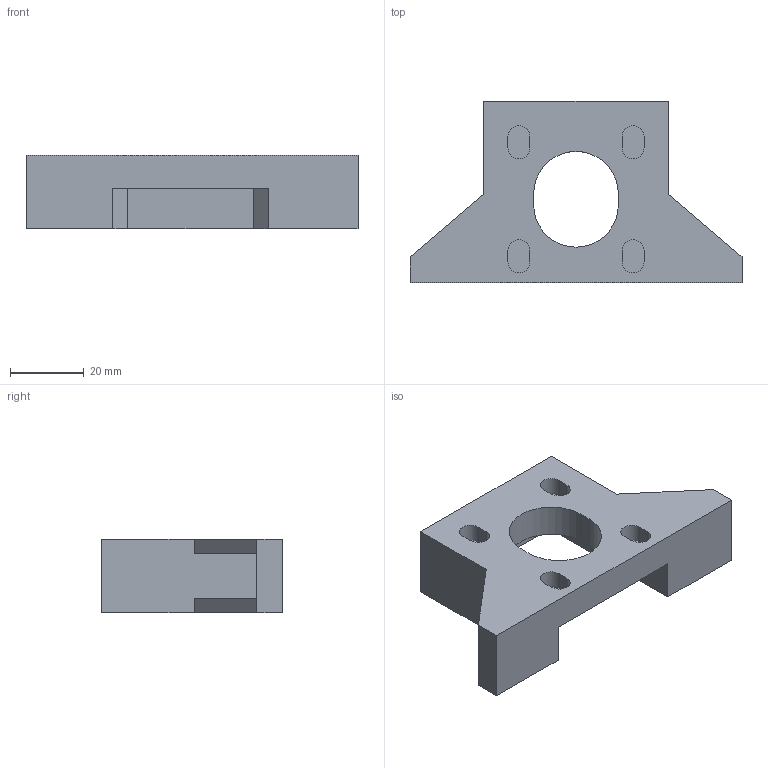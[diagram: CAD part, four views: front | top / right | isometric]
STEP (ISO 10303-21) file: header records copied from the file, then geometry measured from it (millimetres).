
FILE_DESCRIPTION(/* description */ (''),/* implementation_level */ '2;1');
FILE_NAME(/* name */ 'Z Axis Motor Mount.step',/* time_stamp */ '2020-06-29T19:55:55-05:00',/* author */ (''),/* organization */ (''),/* preprocessor_version */ 'ST-DEVELOPER v18.1',/* originating_system */ 'Autodesk Translation Framework v9.3.0.1241',/* authorisation */ '');
FILE_SCHEMA (('AUTOMOTIVE_DESIGN { 1 0 10303 214 3 1 1 }'));
Length unit declared in the file: millimetre
Products named in the file (1): Z Axis Motor Mount
Bounding box: 90.2 x 49.2 x 20 mm (x, y, z)
Volume: 31135.9 mm3; surface area: 13824.1 mm2
Topology: 1 solids, 1 shells, 76 faces, 182 edges, 120 vertices
Faces by surface type: plane 54, cylinder 22
Full cylindrical faces by diameter (mm): 5 x2, 9 x2
Entity records: 2235 total; most frequent: DIRECTION 380, CARTESIAN_POINT 379, ORIENTED_EDGE 364, EDGE_CURVE 182, LINE 138, VECTOR 138, AXIS2_PLACEMENT_3D 121, VERTEX_POINT 120
